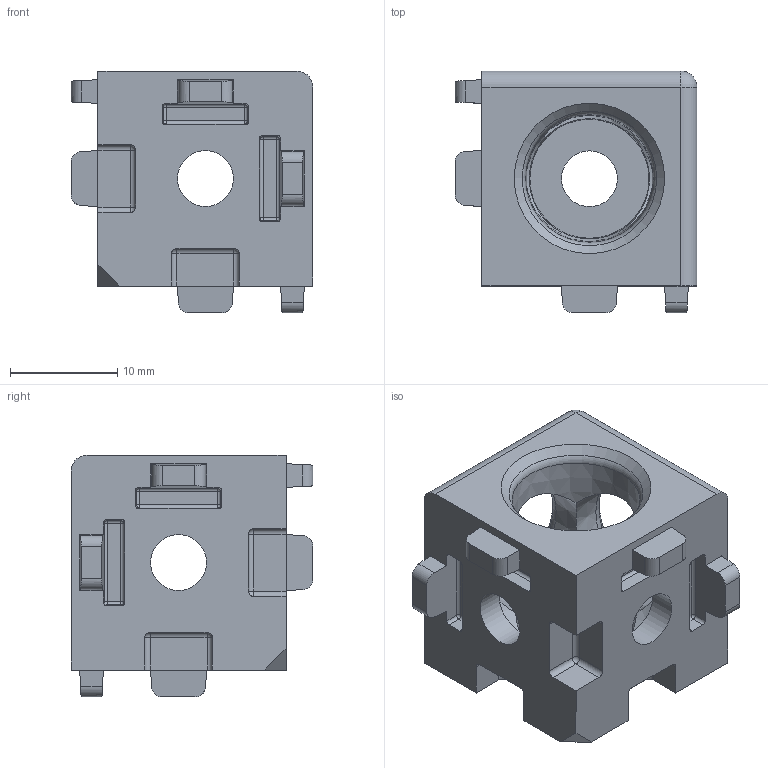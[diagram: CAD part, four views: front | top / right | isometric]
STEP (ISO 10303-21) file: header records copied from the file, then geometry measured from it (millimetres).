
FILE_DESCRIPTION(/* description */ ('STEP AP203'),/* implementation_level */ '2;1');
FILE_NAME(/* name */ 'Three Way Corner Aluminum Extrusion 2020.step',/* time_stamp */ '2025-11-18T11:08:09-05:00',/* author */ (''),/* organization */ (''),/* preprocessor_version */ 'ST-DEVELOPER v20.1',/* originating_system */ 'Autodesk Translation Framework v14.21.0.0',/* authorisation */ '');
FILE_SCHEMA (('AUTOMOTIVE_DESIGN { 1 0 10303 214 3 1 1 }'));
Length unit declared in the file: millimetre
Products named in the file (1): 5537T289_T-Slotted Framing
Bounding box: 22.5 x 22.5 x 22.5 mm (x, y, z)
Volume: 4179.9 mm3; surface area: 3424.8 mm2
Topology: 1 solids, 1 shells, 200 faces, 500 edges, 292 vertices
Faces by surface type: cylinder 81, plane 76, sphere 31, cone 9, torus 3
Full cylindrical faces by diameter (mm): 5.2 x3
Entity records: 5857 total; most frequent: DIRECTION 1087, CARTESIAN_POINT 978, ORIENTED_EDGE 970, EDGE_CURVE 485, AXIS2_PLACEMENT_3D 401, VERTEX_POINT 292, LINE 285, VECTOR 285
